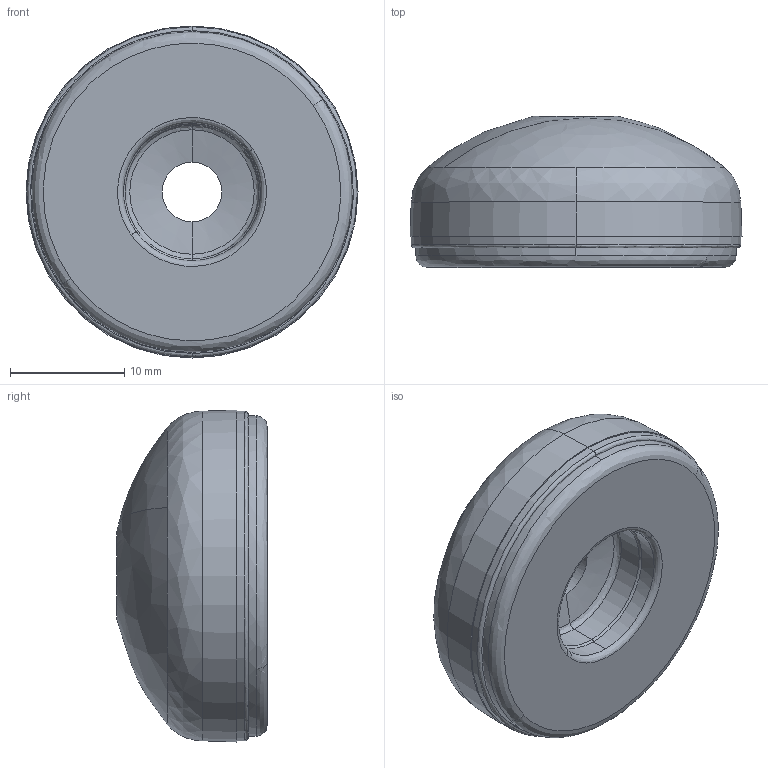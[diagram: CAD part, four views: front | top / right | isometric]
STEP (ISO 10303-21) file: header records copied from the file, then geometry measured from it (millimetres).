
FILE_DESCRIPTION (( 'STEP AP214' ), '1' );
FILE_NAME ('098e030zsg.STEP', '2014-08-25T08:23:21', ( '' ), ( '' ), 'SwSTEP 2.0', 'SolidWorks 2014', '' );
FILE_SCHEMA (( 'AUTOMOTIVE_DESIGN' ));
Length unit declared in the file: millimetre
Products named in the file (1): 098e030zsg
Bounding box: 29 x 13.19 x 29 mm (x, y, z)
Volume: 5980.9 mm3; surface area: 4653.6 mm2
Topology: 2 solids, 2 shells, 69 faces, 162 edges, 99 vertices
Faces by surface type: bspline 34, cylinder 18, cone 10, plane 7
Entity records: 3190 total; most frequent: CARTESIAN_POINT 887, DIRECTION 332, ORIENTED_EDGE 320, EDGE_CURVE 160, AXIS2_PLACEMENT_3D 152, CIRCLE 116, VERTEX_POINT 99, EDGE_LOOP 77
